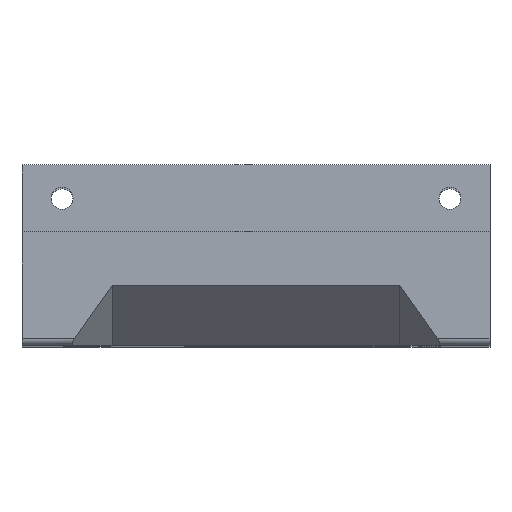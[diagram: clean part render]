
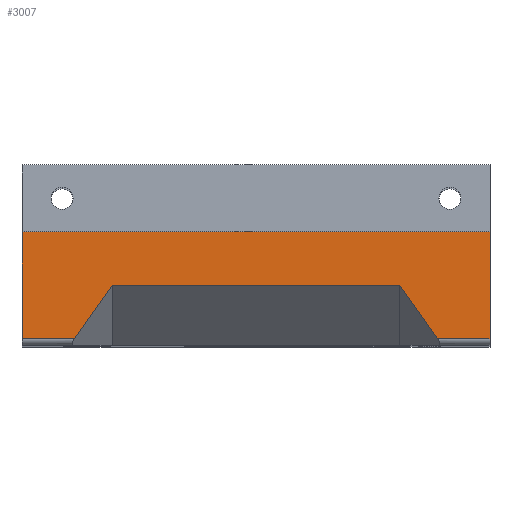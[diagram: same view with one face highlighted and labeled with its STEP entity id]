
A CAD part, top view. The second image highlights one B-rep face of the part: STEP entity #3007.
In plain terms, the highlighted planar face has unit normal (0, 0, 1).
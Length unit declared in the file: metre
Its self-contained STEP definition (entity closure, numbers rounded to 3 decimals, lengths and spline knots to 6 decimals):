
#206=LINE('',#4556,#581);
#207=LINE('',#4559,#582);
#208=LINE('',#4561,#583);
#209=LINE('',#4563,#584);
#210=LINE('',#4565,#585);
#211=LINE('',#4567,#586);
#212=LINE('',#4569,#587);
#213=LINE('',#4571,#588);
#581=VECTOR('',#3649,1.);
#582=VECTOR('',#3650,1.);
#583=VECTOR('',#3651,1.);
#584=VECTOR('',#3652,1.);
#585=VECTOR('',#3653,1.);
#586=VECTOR('',#3654,1.);
#587=VECTOR('',#3655,1.);
#588=VECTOR('',#3656,1.);
#1018=ORIENTED_EDGE('',*,*,#1832,.T.);
#1019=ORIENTED_EDGE('',*,*,#1833,.T.);
#1020=ORIENTED_EDGE('',*,*,#1834,.F.);
#1021=ORIENTED_EDGE('',*,*,#1835,.T.);
#1022=ORIENTED_EDGE('',*,*,#1836,.T.);
#1023=ORIENTED_EDGE('',*,*,#1837,.F.);
#1024=ORIENTED_EDGE('',*,*,#1838,.F.);
#1025=ORIENTED_EDGE('',*,*,#1839,.T.);
#1832=EDGE_CURVE('',#2234,#2235,#206,.T.);
#1833=EDGE_CURVE('',#2235,#2236,#207,.F.);
#1834=EDGE_CURVE('',#2237,#2236,#208,.T.);
#1835=EDGE_CURVE('',#2237,#2238,#209,.T.);
#1836=EDGE_CURVE('',#2238,#2239,#210,.T.);
#1837=EDGE_CURVE('',#2240,#2239,#211,.T.);
#1838=EDGE_CURVE('',#2241,#2240,#212,.T.);
#1839=EDGE_CURVE('',#2241,#2234,#213,.T.);
#2234=VERTEX_POINT('',#4557);
#2235=VERTEX_POINT('',#4558);
#2236=VERTEX_POINT('',#4560);
#2237=VERTEX_POINT('',#4562);
#2238=VERTEX_POINT('',#4564);
#2239=VERTEX_POINT('',#4566);
#2240=VERTEX_POINT('',#4568);
#2241=VERTEX_POINT('',#4570);
#2456=EDGE_LOOP('',(#1018,#1019,#1020,#1021,#1022,#1023,#1024,#1025));
#2681=FACE_BOUND('',#2456,.T.);
#2864=PLANE('',#3213);
#3007=ADVANCED_FACE('',(#2681),#2864,.T.);
#3213=AXIS2_PLACEMENT_3D('',#4555,#3647,#3648);
#3647=DIRECTION('',(0.,0.,1.));
#3648=DIRECTION('',(0.,-1.,0.));
#3649=DIRECTION('',(1.,0.,0.));
#3650=DIRECTION('',(-0.577,-0.816,0.));
#3651=DIRECTION('',(-1.,0.,0.));
#3652=DIRECTION('',(0.577,-0.816,0.));
#3653=DIRECTION('',(1.,0.,0.));
#3654=DIRECTION('',(0.,-1.,0.));
#3655=DIRECTION('',(1.,0.,0.));
#3656=DIRECTION('',(0.,-1.,0.));
#4555=CARTESIAN_POINT('',(-0.07,0.,0.075));
#4556=CARTESIAN_POINT('',(0.,-0.129,0.075));
#4557=CARTESIAN_POINT('',(-0.07,-0.129,0.075));
#4558=CARTESIAN_POINT('',(-0.062157,-0.129,0.075));
#4559=CARTESIAN_POINT('',(-0.058621,-0.124,0.075));
#4560=CARTESIAN_POINT('',(-0.0565,-0.121,0.075));
#4561=CARTESIAN_POINT('',(-0.0075,-0.121,0.075));
#4562=CARTESIAN_POINT('',(-0.0135,-0.121,0.075));
#4563=CARTESIAN_POINT('',(0.009609,-0.153681,0.075));
#4564=CARTESIAN_POINT('',(-0.007843,-0.129,0.075));
#4565=CARTESIAN_POINT('',(0.,-0.129,0.075));
#4566=CARTESIAN_POINT('',(0.,-0.129,0.075));
#4567=CARTESIAN_POINT('',(0.,0.,0.075));
#4568=CARTESIAN_POINT('',(0.,-0.113,0.075));
#4569=CARTESIAN_POINT('',(-0.07,-0.113,0.075));
#4570=CARTESIAN_POINT('',(-0.07,-0.113,0.075));
#4571=CARTESIAN_POINT('',(-0.07,0.,0.075));
